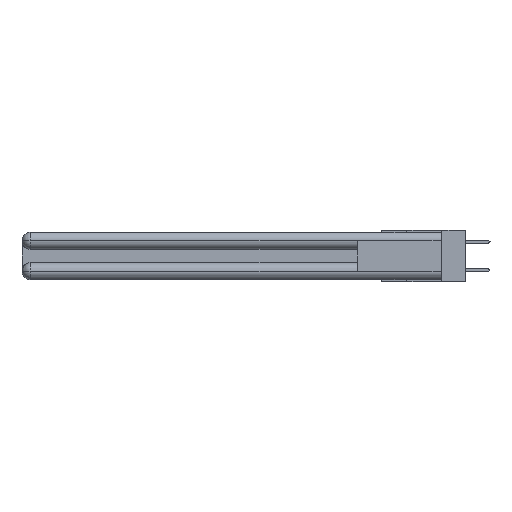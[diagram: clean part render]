
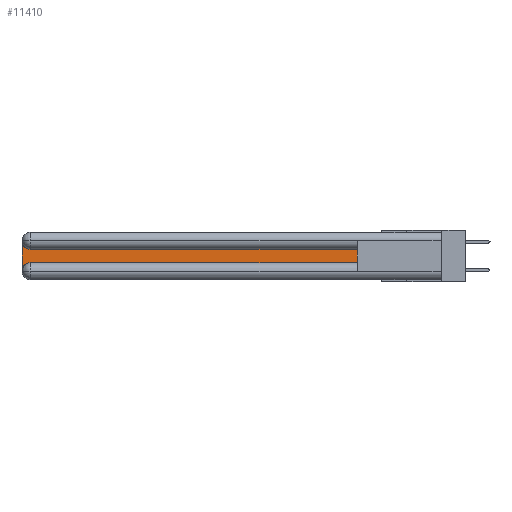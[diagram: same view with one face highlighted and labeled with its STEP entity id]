
A CAD part, left-side view. The second image highlights one B-rep face of the part: STEP entity #11410.
In plain terms, the highlighted planar face has unit normal (-1, 0, 0).
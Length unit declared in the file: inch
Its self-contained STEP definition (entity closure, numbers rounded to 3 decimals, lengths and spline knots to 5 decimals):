
#813 = CARTESIAN_POINT ( 'NONE',  ( 0.075, 3., -0.2775 ) ) ;
#850 = EDGE_CURVE ( 'NONE', #14266, #26566, #17329, .T. ) ;
#1507 = CARTESIAN_POINT ( 'NONE',  ( 0.075, 0.6, -0.2175 ) ) ;
#2491 = EDGE_CURVE ( 'NONE', #23561, #14266, #17969, .T. ) ;
#2923 = ORIENTED_EDGE ( 'NONE', *, *, #24502, .T. ) ;
#3394 = DIRECTION ( 'NONE',  ( 0., 0., -1. ) ) ;
#4258 = VERTEX_POINT ( 'NONE', #12145 ) ;
#4658 = EDGE_CURVE ( 'NONE', #4258, #16759, #15853, .T. ) ;
#4825 = AXIS2_PLACEMENT_3D ( 'NONE', #8687, #21227, #23380 ) ;
#5587 = VECTOR ( 'NONE', #11493, 39.37008 ) ;
#5726 = LINE ( 'NONE', #6874, #31406 ) ;
#6874 = CARTESIAN_POINT ( 'NONE',  ( 0.075, 3., -0.2175 ) ) ;
#8687 = CARTESIAN_POINT ( 'NONE',  ( 0.075, 2.94, -0.2775 ) ) ;
#9881 = CARTESIAN_POINT ( 'NONE',  ( 0.075, 2.94, -0.1225 ) ) ;
#11410 = ADVANCED_FACE ( 'NONE', ( #17865 ), #20177, .F. ) ;
#11493 = DIRECTION ( 'NONE',  ( 0., -1., 0. ) ) ;
#12066 = CARTESIAN_POINT ( 'NONE',  ( 0.075, 0.6, -0.1225 ) ) ;
#12145 = CARTESIAN_POINT ( 'NONE',  ( 0.075, 0.6, -0.1225 ) ) ;
#12155 = AXIS2_PLACEMENT_3D ( 'NONE', #19450, #29153, #22247 ) ;
#14029 = DIRECTION ( 'NONE',  ( 0., 1., 0. ) ) ;
#14266 = VERTEX_POINT ( 'NONE', #25434 ) ;
#14521 = VERTEX_POINT ( 'NONE', #31588 ) ;
#15853 = LINE ( 'NONE', #12066, #30635 ) ;
#16505 = AXIS2_PLACEMENT_3D ( 'NONE', #17801, #18446, #3394 ) ;
#16759 = VERTEX_POINT ( 'NONE', #9881 ) ;
#17329 = LINE ( 'NONE', #1507, #5587 ) ;
#17801 = CARTESIAN_POINT ( 'NONE',  ( 0.075, 3., -0.1225 ) ) ;
#17865 = FACE_OUTER_BOUND ( 'NONE', #19800, .T. ) ;
#17969 = CIRCLE ( 'NONE', #4825, 0.06 ) ;
#18446 = DIRECTION ( 'NONE',  ( 1., 0., 0. ) ) ;
#19450 = CARTESIAN_POINT ( 'NONE',  ( 0.075, 2.94, -0.0625 ) ) ;
#19555 = LINE ( 'NONE', #21272, #26124 ) ;
#19800 = EDGE_LOOP ( 'NONE', ( #30840, #2923, #28316, #31122, #30843, #22471 ) ) ;
#20177 = PLANE ( 'NONE',  #16505 ) ;
#21227 = DIRECTION ( 'NONE',  ( 1., 0., 0. ) ) ;
#21272 = CARTESIAN_POINT ( 'NONE',  ( 0.075, 0.6, -0.2175 ) ) ;
#22247 = DIRECTION ( 'NONE',  ( 0., 0., -1. ) ) ;
#22471 = ORIENTED_EDGE ( 'NONE', *, *, #27586, .T. ) ;
#23380 = DIRECTION ( 'NONE',  ( 0., 0., -1. ) ) ;
#23561 = VERTEX_POINT ( 'NONE', #813 ) ;
#23764 = CARTESIAN_POINT ( 'NONE',  ( 0.075, 0.6, -0.2175 ) ) ;
#24499 = EDGE_CURVE ( 'NONE', #14521, #23561, #5726, .T. ) ;
#24502 = EDGE_CURVE ( 'NONE', #16759, #14521, #24825, .T. ) ;
#24621 = DIRECTION ( 'NONE',  ( 0., 0., -1. ) ) ;
#24825 = CIRCLE ( 'NONE', #12155, 0.06 ) ;
#25434 = CARTESIAN_POINT ( 'NONE',  ( 0.075, 2.94, -0.2175 ) ) ;
#25918 = DIRECTION ( 'NONE',  ( 0., 0., 1. ) ) ;
#26124 = VECTOR ( 'NONE', #25918, 39.37008 ) ;
#26566 = VERTEX_POINT ( 'NONE', #23764 ) ;
#27586 = EDGE_CURVE ( 'NONE', #26566, #4258, #19555, .T. ) ;
#28316 = ORIENTED_EDGE ( 'NONE', *, *, #24499, .T. ) ;
#29153 = DIRECTION ( 'NONE',  ( 1., 0., 0. ) ) ;
#30635 = VECTOR ( 'NONE', #14029, 39.37008 ) ;
#30840 = ORIENTED_EDGE ( 'NONE', *, *, #4658, .T. ) ;
#30843 = ORIENTED_EDGE ( 'NONE', *, *, #850, .T. ) ;
#31122 = ORIENTED_EDGE ( 'NONE', *, *, #2491, .T. ) ;
#31406 = VECTOR ( 'NONE', #24621, 39.37008 ) ;
#31588 = CARTESIAN_POINT ( 'NONE',  ( 0.075, 3., -0.0625 ) ) ;
